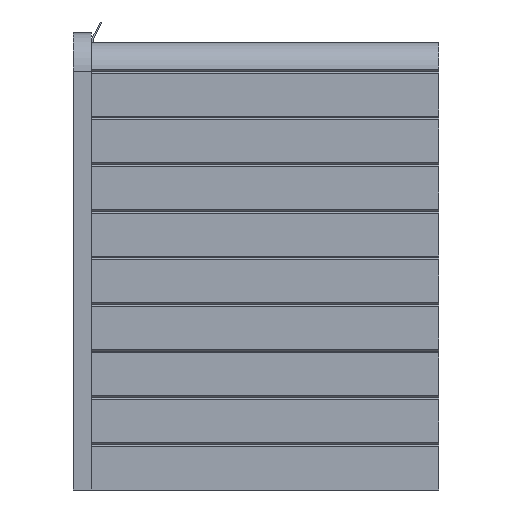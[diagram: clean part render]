
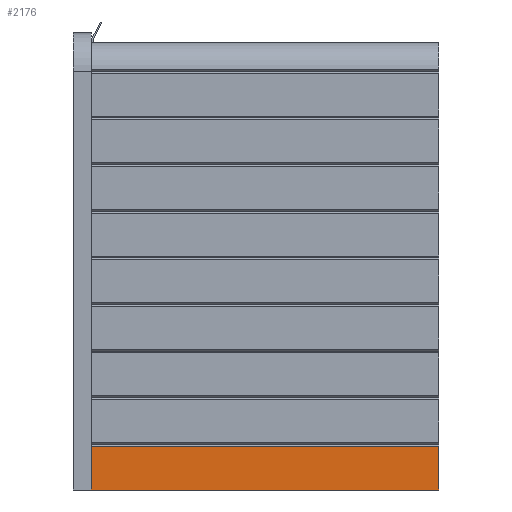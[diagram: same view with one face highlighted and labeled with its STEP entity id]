
A CAD part, left-side view. The second image highlights one B-rep face of the part: STEP entity #2176.
In plain terms, the highlighted planar face has unit normal (-1, 0, 0).
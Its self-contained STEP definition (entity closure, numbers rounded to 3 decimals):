
#35 = LINE ( 'NONE', #3085, #1619 ) ;
#135 = CARTESIAN_POINT ( 'NONE',  ( -740., 380., 0. ) ) ;
#215 = CARTESIAN_POINT ( 'NONE',  ( -740., 0., 0. ) ) ;
#504 = VERTEX_POINT ( 'NONE', #135 ) ;
#592 = PLANE ( 'NONE',  #3297 ) ;
#671 = ORIENTED_EDGE ( 'NONE', *, *, #1213, .T. ) ;
#708 = LINE ( 'NONE', #3327, #1684 ) ;
#1164 = ORIENTED_EDGE ( 'NONE', *, *, #3086, .T. ) ;
#1213 = EDGE_CURVE ( 'NONE', #1304, #4852, #35, .T. ) ;
#1304 = VERTEX_POINT ( 'NONE', #2760 ) ;
#1345 = LINE ( 'NONE', #6205, #5454 ) ;
#1435 = DIRECTION ( 'NONE',  ( 1., 0., 0. ) ) ;
#1619 = VECTOR ( 'NONE', #3103, 1000. ) ;
#1684 = VECTOR ( 'NONE', #1897, 1000. ) ;
#1823 = DIRECTION ( 'NONE',  ( 0., -1., 0. ) ) ;
#1829 = EDGE_CURVE ( 'NONE', #1304, #3057, #708, .T. ) ;
#1878 = ORIENTED_EDGE ( 'NONE', *, *, #1829, .F. ) ;
#1897 = DIRECTION ( 'NONE',  ( 0., 0., -1. ) ) ;
#2176 = ADVANCED_FACE ( 'NONE', ( #2285 ), #592, .F. ) ;
#2285 = FACE_OUTER_BOUND ( 'NONE', #2897, .T. ) ;
#2555 = LINE ( 'NONE', #3150, #3460 ) ;
#2760 = CARTESIAN_POINT ( 'NONE',  ( -740., 0., 48. ) ) ;
#2897 = EDGE_LOOP ( 'NONE', ( #1878, #671, #1164, #3857 ) ) ;
#2999 = CARTESIAN_POINT ( 'NONE',  ( -740., 0., 490. ) ) ;
#3057 = VERTEX_POINT ( 'NONE', #215 ) ;
#3085 = CARTESIAN_POINT ( 'NONE',  ( -740., 0., 48. ) ) ;
#3086 = EDGE_CURVE ( 'NONE', #4852, #504, #2555, .T. ) ;
#3103 = DIRECTION ( 'NONE',  ( 0., 1., 0. ) ) ;
#3150 = CARTESIAN_POINT ( 'NONE',  ( -740., 380., 490. ) ) ;
#3161 = EDGE_CURVE ( 'NONE', #504, #3057, #1345, .T. ) ;
#3297 = AXIS2_PLACEMENT_3D ( 'NONE', #2999, #1435, #3853 ) ;
#3327 = CARTESIAN_POINT ( 'NONE',  ( -740., 0., 490. ) ) ;
#3460 = VECTOR ( 'NONE', #3645, 1000. ) ;
#3645 = DIRECTION ( 'NONE',  ( 0., 0., -1. ) ) ;
#3853 = DIRECTION ( 'NONE',  ( 0., 1., 0. ) ) ;
#3857 = ORIENTED_EDGE ( 'NONE', *, *, #3161, .T. ) ;
#4852 = VERTEX_POINT ( 'NONE', #5033 ) ;
#5033 = CARTESIAN_POINT ( 'NONE',  ( -740., 380., 48. ) ) ;
#5454 = VECTOR ( 'NONE', #1823, 1000. ) ;
#6205 = CARTESIAN_POINT ( 'NONE',  ( -740., 0., 0. ) ) ;
